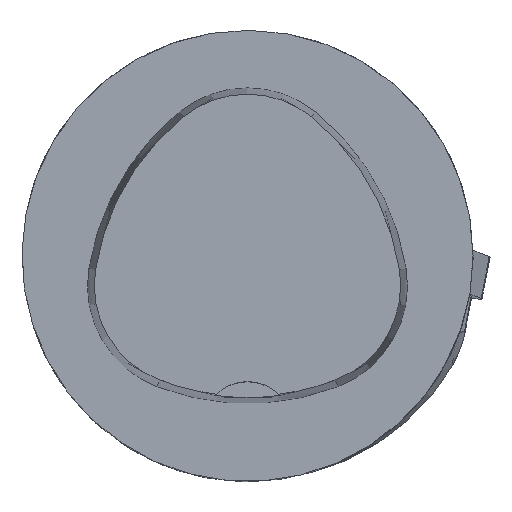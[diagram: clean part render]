
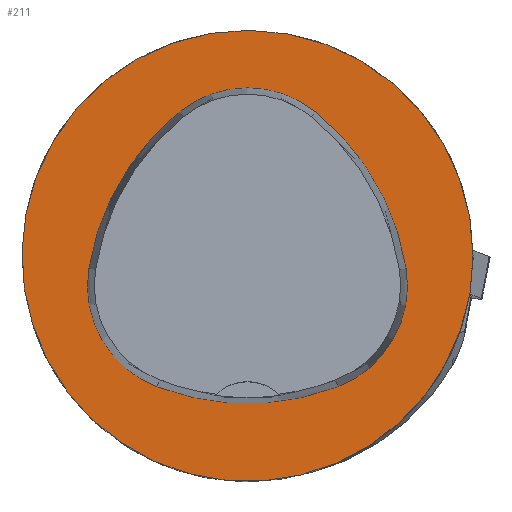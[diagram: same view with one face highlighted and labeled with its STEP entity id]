
A CAD part, top view. The second image highlights one B-rep face of the part: STEP entity #211.
In plain terms, the highlighted planar face has unit normal (0, 0, 1).
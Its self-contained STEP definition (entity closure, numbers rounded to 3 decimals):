
#122=FACE_BOUND('',#350,.T.);
#123=FACE_BOUND('',#351,.T.);
#142=PLANE('',#1254);
#211=ADVANCED_FACE('',(#122,#123),#142,.T.);
#350=EDGE_LOOP('',(#578,#579,#580,#581,#582,#583));
#351=EDGE_LOOP('',(#584));
#418=CIRCLE('',#1226,25.);
#419=CIRCLE('',#1232,28.);
#421=CIRCLE('',#1235,12.);
#423=CIRCLE('',#1238,28.);
#425=CIRCLE('',#1241,12.);
#428=CIRCLE('',#1245,28.);
#431=CIRCLE('',#1249,12.);
#578=ORIENTED_EDGE('',*,*,#926,.T.);
#579=ORIENTED_EDGE('',*,*,#921,.T.);
#580=ORIENTED_EDGE('',*,*,#916,.T.);
#581=ORIENTED_EDGE('',*,*,#913,.T.);
#582=ORIENTED_EDGE('',*,*,#910,.T.);
#583=ORIENTED_EDGE('',*,*,#906,.T.);
#584=ORIENTED_EDGE('',*,*,#897,.F.);
#787=VERTEX_POINT('',#1872);
#796=VERTEX_POINT('',#1891);
#797=VERTEX_POINT('',#1892);
#800=VERTEX_POINT('',#1900);
#802=VERTEX_POINT('',#1906);
#804=VERTEX_POINT('',#1912);
#808=VERTEX_POINT('',#1925);
#897=EDGE_CURVE('',#787,#787,#418,.T.);
#906=EDGE_CURVE('',#796,#797,#419,.T.);
#910=EDGE_CURVE('',#800,#796,#421,.T.);
#913=EDGE_CURVE('',#802,#800,#423,.T.);
#916=EDGE_CURVE('',#804,#802,#425,.T.);
#921=EDGE_CURVE('',#808,#804,#428,.T.);
#926=EDGE_CURVE('',#797,#808,#431,.T.);
#1226=AXIS2_PLACEMENT_3D('',#1871,#1431,#1432);
#1232=AXIS2_PLACEMENT_3D('',#1890,#1447,#1448);
#1235=AXIS2_PLACEMENT_3D('',#1899,#1455,#1456);
#1238=AXIS2_PLACEMENT_3D('',#1905,#1462,#1463);
#1241=AXIS2_PLACEMENT_3D('',#1911,#1469,#1470);
#1245=AXIS2_PLACEMENT_3D('',#1924,#1478,#1479);
#1249=AXIS2_PLACEMENT_3D('',#1937,#1487,#1488);
#1254=AXIS2_PLACEMENT_3D('',#1942,#1497,#1498);
#1431=DIRECTION('',(0.,0.,-1.));
#1432=DIRECTION('',(1.,0.,0.));
#1447=DIRECTION('',(0.,0.,-1.));
#1448=DIRECTION('',(1.,0.,0.));
#1455=DIRECTION('',(0.,0.,-1.));
#1456=DIRECTION('',(1.,0.,0.));
#1462=DIRECTION('',(0.,0.,-1.));
#1463=DIRECTION('',(1.,0.,0.));
#1469=DIRECTION('',(0.,0.,-1.));
#1470=DIRECTION('',(1.,0.,0.));
#1478=DIRECTION('',(0.,0.,-1.));
#1479=DIRECTION('',(1.,0.,0.));
#1487=DIRECTION('',(0.,0.,-1.));
#1488=DIRECTION('',(1.,0.,0.));
#1497=DIRECTION('',(0.,0.,1.));
#1498=DIRECTION('',(1.,0.,0.));
#1871=CARTESIAN_POINT('',(0.,0.,
0.));
#1872=CARTESIAN_POINT('',(25.,0.,0.));
#1890=CARTESIAN_POINT('',(-10.068,-5.824,0.));
#1891=CARTESIAN_POINT('',(7.531,15.953,0.));
#1892=CARTESIAN_POINT('',(17.584,-1.424,0.));
#1899=CARTESIAN_POINT('',(-0.011,6.62,0.));
#1900=CARTESIAN_POINT('',(-7.567,15.942,0.));
#1905=CARTESIAN_POINT('',(10.063,-5.81,0.));
#1906=CARTESIAN_POINT('',(-17.59,-1.418,0.));
#1911=CARTESIAN_POINT('',(-5.739,-3.3,0.));
#1912=CARTESIAN_POINT('',(-10.05,-14.499,0.));
#1924=CARTESIAN_POINT('',(0.01,11.631,0.));
#1925=CARTESIAN_POINT('',(10.025,-14.516,0.));
#1937=CARTESIAN_POINT('',(5.733,-3.31,0.));
#1942=CARTESIAN_POINT('',(0.,0.,
0.));
